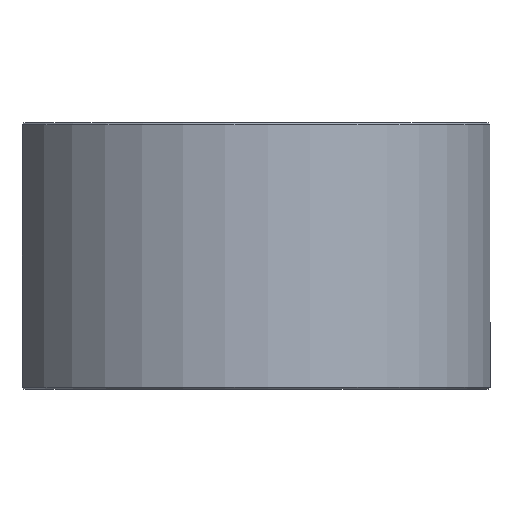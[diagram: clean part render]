
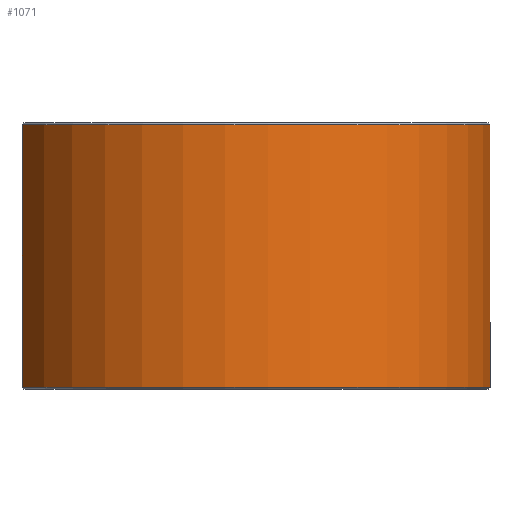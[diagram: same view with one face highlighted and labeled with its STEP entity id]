
A CAD part, left-side view. The second image highlights one B-rep face of the part: STEP entity #1071.
In plain terms, the highlighted cylindrical face has radius 25 mm (diameter 50 mm), a partial arc.
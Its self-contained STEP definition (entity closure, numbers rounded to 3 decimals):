
#15=CYLINDRICAL_SURFACE('',#1170,25.);
#58=CIRCLE('',#1163,25.);
#61=CIRCLE('',#1168,25.);
#115=FACE_OUTER_BOUND('',#188,.T.);
#188=EDGE_LOOP('',(#785,#786,#787,#788));
#284=LINE('',#1677,#389);
#286=LINE('',#1680,#391);
#389=VECTOR('',#1333,10.);
#391=VECTOR('',#1335,10.);
#484=VERTEX_POINT('',#1662);
#485=VERTEX_POINT('',#1667);
#486=VERTEX_POINT('',#1676);
#487=VERTEX_POINT('',#1678);
#593=EDGE_CURVE('',#485,#484,#58,.T.);
#594=EDGE_CURVE('',#486,#484,#284,.T.);
#596=EDGE_CURVE('',#487,#485,#286,.T.);
#600=EDGE_CURVE('',#486,#487,#61,.T.);
#785=ORIENTED_EDGE('',*,*,#593,.F.);
#786=ORIENTED_EDGE('',*,*,#596,.F.);
#787=ORIENTED_EDGE('',*,*,#600,.F.);
#788=ORIENTED_EDGE('',*,*,#594,.T.);
#1071=ADVANCED_FACE('',(#115),#15,.T.);
#1163=AXIS2_PLACEMENT_3D('',#1674,#1329,#1330);
#1168=AXIS2_PLACEMENT_3D('',#1691,#1342,#1343);
#1170=AXIS2_PLACEMENT_3D('',#1698,#1347,#1348);
#1329=DIRECTION('center_axis',(0.,0.,1.));
#1330=DIRECTION('ref_axis',(1.,0.,0.));
#1333=DIRECTION('',(0.,0.,1.));
#1335=DIRECTION('',(0.,0.,1.));
#1342=DIRECTION('center_axis',(0.,0.,-1.));
#1343=DIRECTION('ref_axis',(1.,0.,0.));
#1347=DIRECTION('center_axis',(0.,0.,1.));
#1348=DIRECTION('ref_axis',(0.,-1.,0.));
#1662=CARTESIAN_POINT('',(10.897,22.5,26.8));
#1667=CARTESIAN_POINT('',(-10.897,22.5,26.8));
#1674=CARTESIAN_POINT('Origin',(0.,0.,26.8));
#1676=CARTESIAN_POINT('',(10.897,22.5,0.2));
#1677=CARTESIAN_POINT('',(10.897,22.5,0.));
#1678=CARTESIAN_POINT('',(-10.897,22.5,0.2));
#1680=CARTESIAN_POINT('',(-10.897,22.5,0.));
#1691=CARTESIAN_POINT('Origin',(0.,0.,0.2));
#1698=CARTESIAN_POINT('Origin',(0.,0.,0.));
